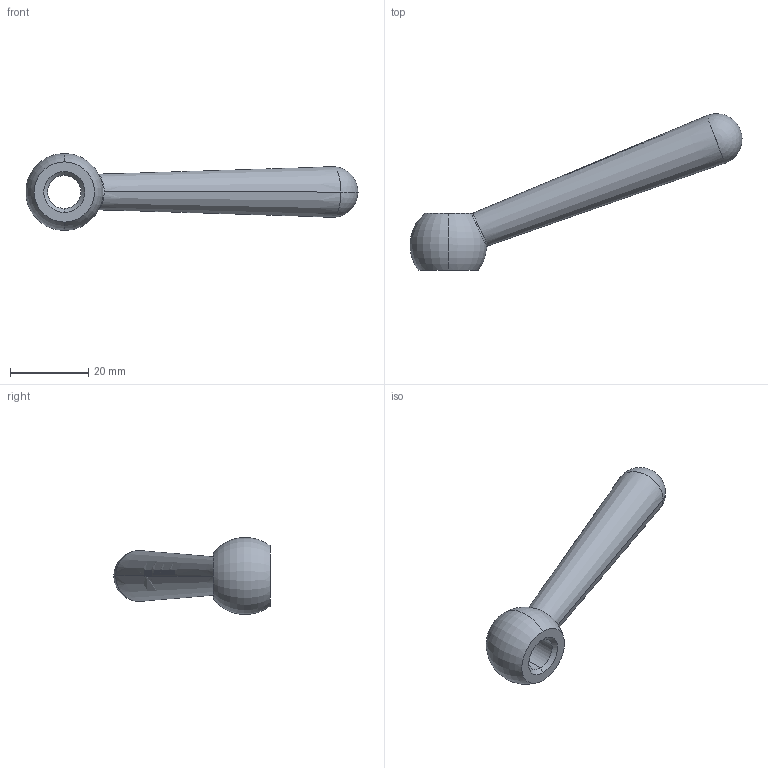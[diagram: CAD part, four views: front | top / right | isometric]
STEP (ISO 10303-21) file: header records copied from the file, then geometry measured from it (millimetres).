
FILE_DESCRIPTION (( 'STEP AP214' ), '1' );
FILE_NAME ('02596-Grip Stainless Steel M10.STEP', '2018-08-02T20:41:17', ( '' ), ( '' ), 'SwSTEP 2.0', 'SolidWorks 2018', '' );
FILE_SCHEMA (( 'AUTOMOTIVE_DESIGN' ));
Length unit declared in the file: millimetre
Products named in the file (1): 02596-Grip Stainless Steel M10
Bounding box: 84.92 x 39.98 x 19.74 mm (x, y, z)
Volume: 9662.3 mm3; surface area: 3920.5 mm2
Topology: 1 solids, 1 shells, 287 faces, 787 edges, 522 vertices
Faces by surface type: bspline 243, cone 36, cylinder 2, plane 2, torus 2, sphere 2
Entity records: 22013 total; most frequent: CARTESIAN_POINT 16901, ORIENTED_EDGE 1564, EDGE_CURVE 782, B_SPLINE_CURVE_WITH_KNOTS 744, VERTEX_POINT 519, EDGE_LOOP 311, ADVANCED_FACE 287, FACE_OUTER_BOUND 287
